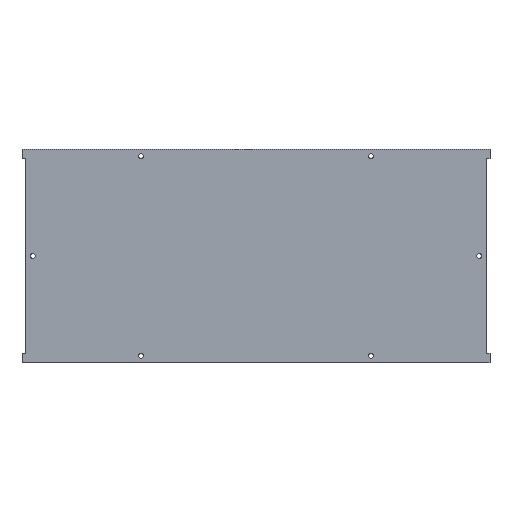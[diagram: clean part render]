
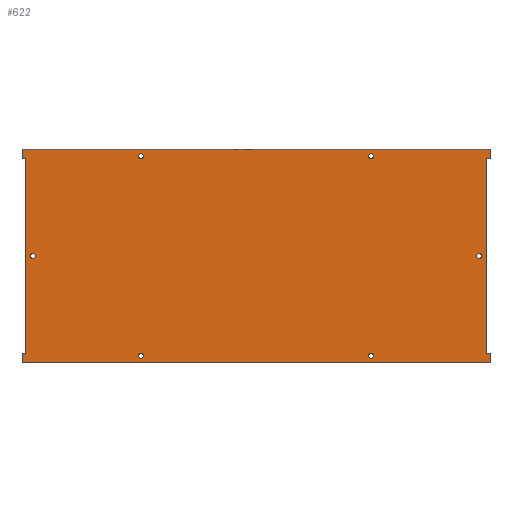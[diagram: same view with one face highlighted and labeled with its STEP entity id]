
A CAD part, top view. The second image highlights one B-rep face of the part: STEP entity #622.
In plain terms, the highlighted planar face has unit normal (0, 0, 1).
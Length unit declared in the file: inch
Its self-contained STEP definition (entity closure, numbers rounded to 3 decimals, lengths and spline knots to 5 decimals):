
#4 = LINE ( 'NONE', #679, #797 ) ;
#5 = EDGE_CURVE ( 'NONE', #445, #108, #311, .T. ) ;
#10 = ORIENTED_EDGE ( 'NONE', *, *, #724, .T. ) ;
#15 = VERTEX_POINT ( 'NONE', #201 ) ;
#17 = CARTESIAN_POINT ( 'NONE',  ( 4.25984, 7.47244, 0.07087 ) ) ;
#19 = CARTESIAN_POINT ( 'NONE',  ( 0.15453, 0.62008, 0.07087 ) ) ;
#25 = LINE ( 'NONE', #518, #783 ) ;
#26 = ORIENTED_EDGE ( 'NONE', *, *, #250, .T. ) ;
#28 = CARTESIAN_POINT ( 'NONE',  ( 12.1752, 0.52756, 0.07087 ) ) ;
#30 = EDGE_CURVE ( 'NONE', #108, #716, #643, .T. ) ;
#36 = VERTEX_POINT ( 'NONE', #710 ) ;
#37 = VECTOR ( 'NONE', #246, 39.37008 ) ;
#38 = VECTOR ( 'NONE', #388, 39.37008 ) ;
#43 = DIRECTION ( 'NONE',  ( 0., 0., -1. ) ) ;
#45 = ORIENTED_EDGE ( 'NONE', *, *, #145, .T. ) ;
#58 = LINE ( 'NONE', #221, #423 ) ;
#59 = VERTEX_POINT ( 'NONE', #638 ) ;
#61 = CARTESIAN_POINT ( 'NONE',  ( 8.1752, 0.62008, 0.07087 ) ) ;
#71 = LINE ( 'NONE', #795, #165 ) ;
#89 = AXIS2_PLACEMENT_3D ( 'NONE', #791, #404, #660 ) ;
#90 = CARTESIAN_POINT ( 'NONE',  ( 0.40256, 4., 0.07087 ) ) ;
#94 = EDGE_CURVE ( 'NONE', #699, #699, #623, .T. ) ;
#100 = DIRECTION ( 'NONE',  ( -1., 0., 0. ) ) ;
#102 = ORIENTED_EDGE ( 'NONE', *, *, #30, .T. ) ;
#108 = VERTEX_POINT ( 'NONE', #565 ) ;
#112 = VERTEX_POINT ( 'NONE', #19 ) ;
#113 = DIRECTION ( 'NONE',  ( 1., 0., 0. ) ) ;
#122 = VERTEX_POINT ( 'NONE', #155 ) ;
#123 = EDGE_CURVE ( 'NONE', #716, #122, #25, .T. ) ;
#137 = VERTEX_POINT ( 'NONE', #438 ) ;
#141 = DIRECTION ( 'NONE',  ( -1., 0., 0. ) ) ;
#144 = DIRECTION ( 'NONE',  ( 0., 0., -1. ) ) ;
#145 = EDGE_CURVE ( 'NONE', #122, #137, #522, .T. ) ;
#146 = VERTEX_POINT ( 'NONE', #634 ) ;
#154 = CARTESIAN_POINT ( 'NONE',  ( 0.02953, 4., 0.07087 ) ) ;
#155 = CARTESIAN_POINT ( 'NONE',  ( 16.32087, 0.62008, 0.07087 ) ) ;
#161 = FACE_OUTER_BOUND ( 'NONE', #395, .T. ) ;
#165 = VECTOR ( 'NONE', #749, 39.37008 ) ;
#168 = PLANE ( 'NONE',  #89 ) ;
#169 = ORIENTED_EDGE ( 'NONE', *, *, #682, .T. ) ;
#183 = CARTESIAN_POINT ( 'NONE',  ( 0.02953, 4., 0.07087 ) ) ;
#187 = AXIS2_PLACEMENT_3D ( 'NONE', #536, #292, #233 ) ;
#189 = CARTESIAN_POINT ( 'NONE',  ( 4.1752, 7.47244, 0.07087 ) ) ;
#195 = EDGE_LOOP ( 'NONE', ( #219 ) ) ;
#198 = LINE ( 'NONE', #443, #38 ) ;
#201 = CARTESIAN_POINT ( 'NONE',  ( 12.25984, 0.52756, 0.07087 ) ) ;
#206 = DIRECTION ( 'NONE',  ( 1., 0., 0. ) ) ;
#213 = DIRECTION ( 'NONE',  ( 1., 0., 0. ) ) ;
#216 = CIRCLE ( 'NONE', #677, 0.08465 ) ;
#217 = CARTESIAN_POINT ( 'NONE',  ( 16.19587, 7.37992, 0.07087 ) ) ;
#219 = ORIENTED_EDGE ( 'NONE', *, *, #648, .T. ) ;
#221 = CARTESIAN_POINT ( 'NONE',  ( 16.19587, 4., 0.07087 ) ) ;
#227 = AXIS2_PLACEMENT_3D ( 'NONE', #28, #706, #508 ) ;
#229 = FACE_BOUND ( 'NONE', #494, .T. ) ;
#233 = DIRECTION ( 'NONE',  ( 1., 0., 0. ) ) ;
#242 = LINE ( 'NONE', #61, #424 ) ;
#246 = DIRECTION ( 'NONE',  ( 0., -1., 0. ) ) ;
#248 = CIRCLE ( 'NONE', #187, 0.08465 ) ;
#249 = ORIENTED_EDGE ( 'NONE', *, *, #486, .T. ) ;
#250 = EDGE_CURVE ( 'NONE', #137, #553, #58, .T. ) ;
#251 = CARTESIAN_POINT ( 'NONE',  ( 16.32087, 0.27953, 0.07087 ) ) ;
#259 = DIRECTION ( 'NONE',  ( 0., 1., 0. ) ) ;
#261 = ORIENTED_EDGE ( 'NONE', *, *, #539, .T. ) ;
#262 = DIRECTION ( 'NONE',  ( 0., 0., -1. ) ) ;
#269 = ORIENTED_EDGE ( 'NONE', *, *, #620, .T. ) ;
#270 = CARTESIAN_POINT ( 'NONE',  ( 4.25984, 0.52756, 0.07087 ) ) ;
#271 = DIRECTION ( 'NONE',  ( 0., -1., 0. ) ) ;
#277 = FACE_BOUND ( 'NONE', #708, .T. ) ;
#292 = DIRECTION ( 'NONE',  ( 0., 0., -1. ) ) ;
#305 = ORIENTED_EDGE ( 'NONE', *, *, #94, .T. ) ;
#311 = LINE ( 'NONE', #183, #37 ) ;
#314 = ORIENTED_EDGE ( 'NONE', *, *, #511, .T. ) ;
#321 = CARTESIAN_POINT ( 'NONE',  ( 0.02953, 0.62008, 0.07087 ) ) ;
#325 = VERTEX_POINT ( 'NONE', #594 ) ;
#326 = CARTESIAN_POINT ( 'NONE',  ( 16.03248, 4., 0.07087 ) ) ;
#328 = DIRECTION ( 'NONE',  ( 1., 0., 0. ) ) ;
#361 = CIRCLE ( 'NONE', #227, 0.08465 ) ;
#381 = VECTOR ( 'NONE', #328, 39.37008 ) ;
#387 = EDGE_CURVE ( 'NONE', #36, #59, #4, .T. ) ;
#388 = DIRECTION ( 'NONE',  ( 0., -1., 0. ) ) ;
#391 = ORIENTED_EDGE ( 'NONE', *, *, #558, .T. ) ;
#395 = EDGE_LOOP ( 'NONE', ( #737, #10, #391, #261, #612, #314, #639, #481, #102, #760, #45, #26 ) ) ;
#404 = DIRECTION ( 'NONE',  ( 0., 0., 1. ) ) ;
#406 = VERTEX_POINT ( 'NONE', #619 ) ;
#407 = CARTESIAN_POINT ( 'NONE',  ( 8.1752, 7.37992, 0.07087 ) ) ;
#409 = EDGE_LOOP ( 'NONE', ( #418 ) ) ;
#416 = DIRECTION ( 'NONE',  ( 0., 0., -1. ) ) ;
#418 = ORIENTED_EDGE ( 'NONE', *, *, #796, .T. ) ;
#422 = EDGE_LOOP ( 'NONE', ( #305 ) ) ;
#423 = VECTOR ( 'NONE', #591, 39.37008 ) ;
#424 = VECTOR ( 'NONE', #479, 39.37008 ) ;
#436 = CARTESIAN_POINT ( 'NONE',  ( 16.32087, 7.72047, 0.07087 ) ) ;
#437 = CIRCLE ( 'NONE', #477, 0.08465 ) ;
#438 = CARTESIAN_POINT ( 'NONE',  ( 16.19587, 0.62008, 0.07087 ) ) ;
#443 = CARTESIAN_POINT ( 'NONE',  ( 0.15453, 4., 0.07087 ) ) ;
#445 = VERTEX_POINT ( 'NONE', #321 ) ;
#449 = VECTOR ( 'NONE', #141, 39.37008 ) ;
#466 = CARTESIAN_POINT ( 'NONE',  ( 12.1752, 7.47244, 0.07087 ) ) ;
#477 = AXIS2_PLACEMENT_3D ( 'NONE', #466, #43, #113 ) ;
#479 = DIRECTION ( 'NONE',  ( -1., 0., 0. ) ) ;
#481 = ORIENTED_EDGE ( 'NONE', *, *, #5, .T. ) ;
#486 = EDGE_CURVE ( 'NONE', #15, #15, #361, .T. ) ;
#494 = EDGE_LOOP ( 'NONE', ( #269 ) ) ;
#496 = DIRECTION ( 'NONE',  ( 1., 0., 0. ) ) ;
#507 = VERTEX_POINT ( 'NONE', #17 ) ;
#508 = DIRECTION ( 'NONE',  ( 1., 0., 0. ) ) ;
#511 = EDGE_CURVE ( 'NONE', #59, #112, #198, .T. ) ;
#518 = CARTESIAN_POINT ( 'NONE',  ( 16.32087, 4., 0.07087 ) ) ;
#519 = VECTOR ( 'NONE', #100, 39.37008 ) ;
#521 = FACE_BOUND ( 'NONE', #409, .T. ) ;
#522 = LINE ( 'NONE', #693, #449 ) ;
#530 = AXIS2_PLACEMENT_3D ( 'NONE', #90, #262, #206 ) ;
#536 = CARTESIAN_POINT ( 'NONE',  ( 4.1752, 0.52756, 0.07087 ) ) ;
#539 = EDGE_CURVE ( 'NONE', #406, #36, #637, .T. ) ;
#549 = DIRECTION ( 'NONE',  ( 1., 0., 0. ) ) ;
#553 = VERTEX_POINT ( 'NONE', #217 ) ;
#554 = AXIS2_PLACEMENT_3D ( 'NONE', #629, #144, #213 ) ;
#556 = VERTEX_POINT ( 'NONE', #436 ) ;
#558 = EDGE_CURVE ( 'NONE', #556, #406, #692, .T. ) ;
#565 = CARTESIAN_POINT ( 'NONE',  ( 0.02953, 0.27953, 0.07087 ) ) ;
#584 = FACE_BOUND ( 'NONE', #698, .T. ) ;
#586 = CARTESIAN_POINT ( 'NONE',  ( 8.1752, 0.27953, 0.07087 ) ) ;
#589 = FACE_BOUND ( 'NONE', #422, .T. ) ;
#591 = DIRECTION ( 'NONE',  ( 0., 1., 0. ) ) ;
#594 = CARTESIAN_POINT ( 'NONE',  ( 16.32087, 7.37992, 0.07087 ) ) ;
#612 = ORIENTED_EDGE ( 'NONE', *, *, #387, .T. ) ;
#619 = CARTESIAN_POINT ( 'NONE',  ( 0.02953, 7.72047, 0.07087 ) ) ;
#620 = EDGE_CURVE ( 'NONE', #146, #146, #437, .T. ) ;
#622 = ADVANCED_FACE ( 'NONE', ( #584, #782, #521, #589, #229, #277, #161 ), #168, .T. ) ;
#623 = CIRCLE ( 'NONE', #554, 0.08465 ) ;
#625 = VECTOR ( 'NONE', #664, 39.37008 ) ;
#628 = CARTESIAN_POINT ( 'NONE',  ( 8.1752, 7.72047, 0.07087 ) ) ;
#629 = CARTESIAN_POINT ( 'NONE',  ( 15.94783, 4., 0.07087 ) ) ;
#634 = CARTESIAN_POINT ( 'NONE',  ( 12.25984, 7.47244, 0.07087 ) ) ;
#636 = VECTOR ( 'NONE', #271, 39.37008 ) ;
#637 = LINE ( 'NONE', #154, #636 ) ;
#638 = CARTESIAN_POINT ( 'NONE',  ( 0.15453, 7.37992, 0.07087 ) ) ;
#639 = ORIENTED_EDGE ( 'NONE', *, *, #750, .T. ) ;
#641 = CARTESIAN_POINT ( 'NONE',  ( 0.4872, 4., 0.07087 ) ) ;
#643 = LINE ( 'NONE', #586, #381 ) ;
#648 = EDGE_CURVE ( 'NONE', #761, #761, #248, .T. ) ;
#659 = EDGE_CURVE ( 'NONE', #553, #325, #733, .T. ) ;
#660 = DIRECTION ( 'NONE',  ( 1., 0., 0. ) ) ;
#664 = DIRECTION ( 'NONE',  ( 1., 0., 0. ) ) ;
#677 = AXIS2_PLACEMENT_3D ( 'NONE', #189, #416, #549 ) ;
#679 = CARTESIAN_POINT ( 'NONE',  ( 8.1752, 7.37992, 0.07087 ) ) ;
#682 = EDGE_CURVE ( 'NONE', #507, #507, #216, .T. ) ;
#692 = LINE ( 'NONE', #628, #519 ) ;
#693 = CARTESIAN_POINT ( 'NONE',  ( 8.1752, 0.62008, 0.07087 ) ) ;
#698 = EDGE_LOOP ( 'NONE', ( #249 ) ) ;
#699 = VERTEX_POINT ( 'NONE', #326 ) ;
#703 = VERTEX_POINT ( 'NONE', #641 ) ;
#706 = DIRECTION ( 'NONE',  ( 0., 0., -1. ) ) ;
#708 = EDGE_LOOP ( 'NONE', ( #169 ) ) ;
#710 = CARTESIAN_POINT ( 'NONE',  ( 0.02953, 7.37992, 0.07087 ) ) ;
#716 = VERTEX_POINT ( 'NONE', #251 ) ;
#724 = EDGE_CURVE ( 'NONE', #325, #556, #71, .T. ) ;
#733 = LINE ( 'NONE', #407, #625 ) ;
#737 = ORIENTED_EDGE ( 'NONE', *, *, #659, .T. ) ;
#749 = DIRECTION ( 'NONE',  ( 0., 1., 0. ) ) ;
#750 = EDGE_CURVE ( 'NONE', #112, #445, #242, .T. ) ;
#760 = ORIENTED_EDGE ( 'NONE', *, *, #123, .T. ) ;
#761 = VERTEX_POINT ( 'NONE', #270 ) ;
#782 = FACE_BOUND ( 'NONE', #195, .T. ) ;
#783 = VECTOR ( 'NONE', #259, 39.37008 ) ;
#784 = CIRCLE ( 'NONE', #530, 0.08465 ) ;
#791 = CARTESIAN_POINT ( 'NONE',  ( 8.1752, 4., 0.07087 ) ) ;
#795 = CARTESIAN_POINT ( 'NONE',  ( 16.32087, 4., 0.07087 ) ) ;
#796 = EDGE_CURVE ( 'NONE', #703, #703, #784, .T. ) ;
#797 = VECTOR ( 'NONE', #496, 39.37008 ) ;
